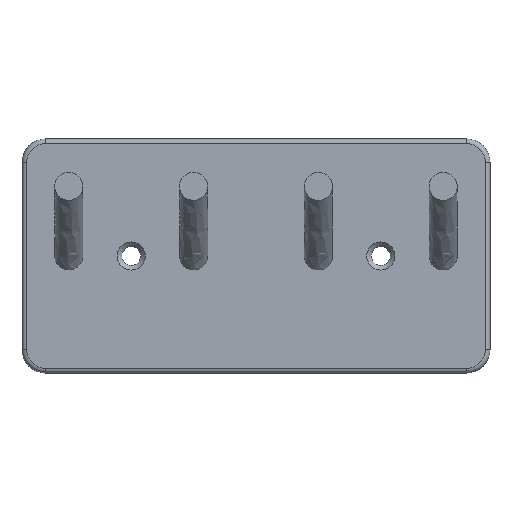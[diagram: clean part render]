
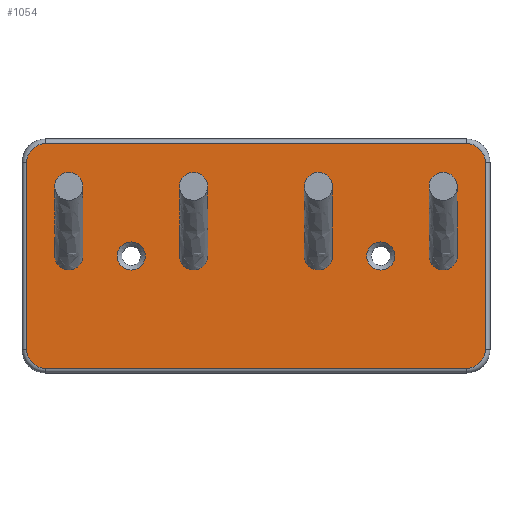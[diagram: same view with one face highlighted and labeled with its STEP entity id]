
A CAD part, top view. The second image highlights one B-rep face of the part: STEP entity #1054.
In plain terms, the highlighted planar face has unit normal (0, 0, 1).
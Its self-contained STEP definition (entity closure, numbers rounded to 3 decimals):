
#44=CARTESIAN_POINT('',(12.91,-168.728,2.));
#45=VERTEX_POINT('',#44);
#51=CARTESIAN_POINT('',(12.5,-166.342,2.));
#52=VERTEX_POINT('',#51);
#53=CARTESIAN_POINT('',(10.,-168.,2.));
#54=DIRECTION('',(0.,0.,1.));
#55=DIRECTION('',(0.97,-0.243,0.));
#56=AXIS2_PLACEMENT_3D('',#53,#54,#55);
#57=CIRCLE('',#56,3.);
#58=EDGE_CURVE('',#45,#52,#57,.T.);
#110=CARTESIAN_POINT('',(7.5,-166.342,2.));
#111=VERTEX_POINT('',#110);
#118=CARTESIAN_POINT('',(10.,-168.,2.));
#119=DIRECTION('',(0.,0.,1.));
#120=DIRECTION('',(0.97,-0.243,0.));
#121=AXIS2_PLACEMENT_3D('',#118,#119,#120);
#122=CIRCLE('',#121,3.);
#123=EDGE_CURVE('',#111,#45,#122,.T.);
#151=CARTESIAN_POINT('',(12.5,-162.5,2.));
#152=VERTEX_POINT('',#151);
#153=CARTESIAN_POINT('',(12.5,-162.5,2.));
#154=DIRECTION('',(-0.,-1.,0.));
#155=VECTOR('',#154,3.842);
#156=LINE('',#153,#155);
#157=EDGE_CURVE('',#152,#52,#156,.T.);
#174=CARTESIAN_POINT('',(7.5,-162.5,2.));
#175=VERTEX_POINT('',#174);
#182=CARTESIAN_POINT('',(7.5,-166.342,2.));
#183=DIRECTION('',(0.,1.,0.));
#184=VECTOR('',#183,3.842);
#185=LINE('',#182,#184);
#186=EDGE_CURVE('',#111,#175,#185,.T.);
#198=CARTESIAN_POINT('',(7.5,-162.5,2.));
#199=DIRECTION('',(1.,0.,0.));
#200=VECTOR('',#199,5.);
#201=LINE('',#198,#200);
#202=EDGE_CURVE('',#175,#152,#201,.T.);
#225=CARTESIAN_POINT('',(39.577,-168.728,2.));
#226=VERTEX_POINT('',#225);
#232=CARTESIAN_POINT('',(39.167,-166.342,2.));
#233=VERTEX_POINT('',#232);
#234=CARTESIAN_POINT('',(36.667,-168.,2.));
#235=DIRECTION('',(0.,0.,1.));
#236=DIRECTION('',(0.97,-0.243,0.));
#237=AXIS2_PLACEMENT_3D('',#234,#235,#236);
#238=CIRCLE('',#237,3.);
#239=EDGE_CURVE('',#226,#233,#238,.T.);
#291=CARTESIAN_POINT('',(34.167,-166.342,2.));
#292=VERTEX_POINT('',#291);
#299=CARTESIAN_POINT('',(36.667,-168.,2.));
#300=DIRECTION('',(0.,0.,1.));
#301=DIRECTION('',(0.97,-0.243,0.));
#302=AXIS2_PLACEMENT_3D('',#299,#300,#301);
#303=CIRCLE('',#302,3.);
#304=EDGE_CURVE('',#292,#226,#303,.T.);
#332=CARTESIAN_POINT('',(39.167,-162.5,2.));
#333=VERTEX_POINT('',#332);
#334=CARTESIAN_POINT('',(39.167,-162.5,2.));
#335=DIRECTION('',(-0.,-1.,0.));
#336=VECTOR('',#335,3.842);
#337=LINE('',#334,#336);
#338=EDGE_CURVE('',#333,#233,#337,.T.);
#355=CARTESIAN_POINT('',(34.167,-162.5,2.));
#356=VERTEX_POINT('',#355);
#363=CARTESIAN_POINT('',(34.167,-166.342,2.));
#364=DIRECTION('',(0.,1.,0.));
#365=VECTOR('',#364,3.842);
#366=LINE('',#363,#365);
#367=EDGE_CURVE('',#292,#356,#366,.T.);
#379=CARTESIAN_POINT('',(34.167,-162.5,2.));
#380=DIRECTION('',(1.,0.,0.));
#381=VECTOR('',#380,5.);
#382=LINE('',#379,#381);
#383=EDGE_CURVE('',#356,#333,#382,.T.);
#406=CARTESIAN_POINT('',(66.244,-168.728,2.));
#407=VERTEX_POINT('',#406);
#413=CARTESIAN_POINT('',(65.833,-166.342,2.));
#414=VERTEX_POINT('',#413);
#415=CARTESIAN_POINT('',(63.333,-168.,2.));
#416=DIRECTION('',(0.,0.,1.));
#417=DIRECTION('',(0.97,-0.243,0.));
#418=AXIS2_PLACEMENT_3D('',#415,#416,#417);
#419=CIRCLE('',#418,3.);
#420=EDGE_CURVE('',#407,#414,#419,.T.);
#472=CARTESIAN_POINT('',(60.833,-166.342,2.));
#473=VERTEX_POINT('',#472);
#480=CARTESIAN_POINT('',(63.333,-168.,2.));
#481=DIRECTION('',(0.,0.,1.));
#482=DIRECTION('',(0.97,-0.243,0.));
#483=AXIS2_PLACEMENT_3D('',#480,#481,#482);
#484=CIRCLE('',#483,3.);
#485=EDGE_CURVE('',#473,#407,#484,.T.);
#513=CARTESIAN_POINT('',(65.833,-162.5,2.));
#514=VERTEX_POINT('',#513);
#515=CARTESIAN_POINT('',(65.833,-162.5,2.));
#516=DIRECTION('',(-0.,-1.,0.));
#517=VECTOR('',#516,3.842);
#518=LINE('',#515,#517);
#519=EDGE_CURVE('',#514,#414,#518,.T.);
#536=CARTESIAN_POINT('',(60.833,-162.5,2.));
#537=VERTEX_POINT('',#536);
#544=CARTESIAN_POINT('',(60.833,-166.342,2.));
#545=DIRECTION('',(0.,1.,0.));
#546=VECTOR('',#545,3.842);
#547=LINE('',#544,#546);
#548=EDGE_CURVE('',#473,#537,#547,.T.);
#560=CARTESIAN_POINT('',(60.833,-162.5,2.));
#561=DIRECTION('',(1.,0.,0.));
#562=VECTOR('',#561,5.);
#563=LINE('',#560,#562);
#564=EDGE_CURVE('',#537,#514,#563,.T.);
#587=CARTESIAN_POINT('',(92.91,-168.728,2.));
#588=VERTEX_POINT('',#587);
#594=CARTESIAN_POINT('',(92.5,-166.342,2.));
#595=VERTEX_POINT('',#594);
#596=CARTESIAN_POINT('',(90.,-168.,2.));
#597=DIRECTION('',(0.,0.,1.));
#598=DIRECTION('',(0.97,-0.243,0.));
#599=AXIS2_PLACEMENT_3D('',#596,#597,#598);
#600=CIRCLE('',#599,3.);
#601=EDGE_CURVE('',#588,#595,#600,.T.);
#653=CARTESIAN_POINT('',(87.5,-166.342,2.));
#654=VERTEX_POINT('',#653);
#661=CARTESIAN_POINT('',(90.,-168.,2.));
#662=DIRECTION('',(0.,0.,1.));
#663=DIRECTION('',(0.97,-0.243,0.));
#664=AXIS2_PLACEMENT_3D('',#661,#662,#663);
#665=CIRCLE('',#664,3.);
#666=EDGE_CURVE('',#654,#588,#665,.T.);
#694=CARTESIAN_POINT('',(92.5,-162.5,2.));
#695=VERTEX_POINT('',#694);
#696=CARTESIAN_POINT('',(92.5,-162.5,2.));
#697=DIRECTION('',(-0.,-1.,0.));
#698=VECTOR('',#697,3.842);
#699=LINE('',#696,#698);
#700=EDGE_CURVE('',#695,#595,#699,.T.);
#717=CARTESIAN_POINT('',(87.5,-162.5,2.));
#718=VERTEX_POINT('',#717);
#725=CARTESIAN_POINT('',(87.5,-166.342,2.));
#726=DIRECTION('',(0.,1.,0.));
#727=VECTOR('',#726,3.842);
#728=LINE('',#725,#727);
#729=EDGE_CURVE('',#654,#718,#728,.T.);
#741=CARTESIAN_POINT('',(87.5,-162.5,2.));
#742=DIRECTION('',(1.,0.,0.));
#743=VECTOR('',#742,5.);
#744=LINE('',#741,#743);
#745=EDGE_CURVE('',#718,#695,#744,.T.);
#911=CARTESIAN_POINT('',(50.,-168.,2.));
#912=DIRECTION('',(0.,0.,-1.));
#913=DIRECTION('',(-1.,0.,0.));
#914=AXIS2_PLACEMENT_3D('',#911,#912,#913);
#915=PLANE('',#914);
#916=ORIENTED_EDGE('',*,*,#58,.F.);
#917=ORIENTED_EDGE('',*,*,#123,.F.);
#918=ORIENTED_EDGE('',*,*,#186,.T.);
#919=ORIENTED_EDGE('',*,*,#202,.T.);
#920=ORIENTED_EDGE('',*,*,#157,.T.);
#921=EDGE_LOOP('',(#916,#917,#918,#919,#920));
#922=FACE_BOUND('',#921,.T.);
#923=ORIENTED_EDGE('',*,*,#239,.F.);
#924=ORIENTED_EDGE('',*,*,#304,.F.);
#925=ORIENTED_EDGE('',*,*,#367,.T.);
#926=ORIENTED_EDGE('',*,*,#383,.T.);
#927=ORIENTED_EDGE('',*,*,#338,.T.);
#928=EDGE_LOOP('',(#923,#924,#925,#926,#927));
#929=FACE_BOUND('',#928,.T.);
#930=ORIENTED_EDGE('',*,*,#420,.F.);
#931=ORIENTED_EDGE('',*,*,#485,.F.);
#932=ORIENTED_EDGE('',*,*,#548,.T.);
#933=ORIENTED_EDGE('',*,*,#564,.T.);
#934=ORIENTED_EDGE('',*,*,#519,.T.);
#935=EDGE_LOOP('',(#930,#931,#932,#933,#934));
#936=FACE_BOUND('',#935,.T.);
#937=ORIENTED_EDGE('',*,*,#601,.F.);
#938=ORIENTED_EDGE('',*,*,#666,.F.);
#939=ORIENTED_EDGE('',*,*,#729,.T.);
#940=ORIENTED_EDGE('',*,*,#745,.T.);
#941=ORIENTED_EDGE('',*,*,#700,.T.);
#942=EDGE_LOOP('',(#937,#938,#939,#940,#941));
#943=FACE_BOUND('',#942,.T.);
#944=CARTESIAN_POINT('',(73.669,-168.003,2.));
#945=VERTEX_POINT('',#944);
#946=CARTESIAN_POINT('',(79.669,-168.003,2.));
#947=VERTEX_POINT('',#946);
#948=CARTESIAN_POINT('',(76.669,-168.003,2.));
#949=DIRECTION('',(0.,0.,-1.));
#950=DIRECTION('',(-1.,0.,0.));
#951=AXIS2_PLACEMENT_3D('',#948,#949,#950);
#952=CIRCLE('',#951,3.);
#953=EDGE_CURVE('',#945,#947,#952,.T.);
#954=ORIENTED_EDGE('',*,*,#953,.T.);
#955=CARTESIAN_POINT('',(76.669,-168.003,2.));
#956=DIRECTION('',(0.,0.,-1.));
#957=DIRECTION('',(-1.,0.,0.));
#958=AXIS2_PLACEMENT_3D('',#955,#956,#957);
#959=CIRCLE('',#958,3.);
#960=EDGE_CURVE('',#947,#945,#959,.T.);
#961=ORIENTED_EDGE('',*,*,#960,.T.);
#962=EDGE_LOOP('',(#954,#961));
#963=FACE_BOUND('',#962,.T.);
#964=CARTESIAN_POINT('',(20.331,-168.003,2.));
#965=VERTEX_POINT('',#964);
#966=CARTESIAN_POINT('',(26.331,-168.003,2.));
#967=VERTEX_POINT('',#966);
#968=CARTESIAN_POINT('',(23.331,-168.003,2.));
#969=DIRECTION('',(0.,0.,-1.));
#970=DIRECTION('',(-1.,0.,0.));
#971=AXIS2_PLACEMENT_3D('',#968,#969,#970);
#972=CIRCLE('',#971,3.);
#973=EDGE_CURVE('',#965,#967,#972,.T.);
#974=ORIENTED_EDGE('',*,*,#973,.T.);
#975=CARTESIAN_POINT('',(23.331,-168.003,2.));
#976=DIRECTION('',(0.,0.,-1.));
#977=DIRECTION('',(-1.,0.,0.));
#978=AXIS2_PLACEMENT_3D('',#975,#976,#977);
#979=CIRCLE('',#978,3.);
#980=EDGE_CURVE('',#967,#965,#979,.T.);
#981=ORIENTED_EDGE('',*,*,#980,.T.);
#982=EDGE_LOOP('',(#974,#981));
#983=FACE_BOUND('',#982,.T.);
#984=CARTESIAN_POINT('',(99.,-188.,2.));
#985=VERTEX_POINT('',#984);
#986=CARTESIAN_POINT('',(99.,-148.,2.));
#987=VERTEX_POINT('',#986);
#988=CARTESIAN_POINT('',(99.,-188.,2.));
#989=DIRECTION('',(-0.,1.,-0.));
#990=VECTOR('',#989,40.);
#991=LINE('',#988,#990);
#992=EDGE_CURVE('',#985,#987,#991,.T.);
#993=ORIENTED_EDGE('',*,*,#992,.T.);
#994=CARTESIAN_POINT('',(95.,-144.,2.));
#995=VERTEX_POINT('',#994);
#996=CARTESIAN_POINT('',(95.,-148.,2.));
#997=DIRECTION('',(-0.,-0.,1.));
#998=DIRECTION('',(-1.,0.,0.));
#999=AXIS2_PLACEMENT_3D('',#996,#997,#998);
#1000=CIRCLE('',#999,4.);
#1001=EDGE_CURVE('',#987,#995,#1000,.T.);
#1002=ORIENTED_EDGE('',*,*,#1001,.T.);
#1003=CARTESIAN_POINT('',(5.,-144.,2.));
#1004=VERTEX_POINT('',#1003);
#1005=CARTESIAN_POINT('',(95.,-144.,2.));
#1006=DIRECTION('',(-1.,-0.,0.));
#1007=VECTOR('',#1006,90.);
#1008=LINE('',#1005,#1007);
#1009=EDGE_CURVE('',#995,#1004,#1008,.T.);
#1010=ORIENTED_EDGE('',*,*,#1009,.T.);
#1011=CARTESIAN_POINT('',(1.,-148.,2.));
#1012=VERTEX_POINT('',#1011);
#1013=CARTESIAN_POINT('',(5.,-148.,2.));
#1014=DIRECTION('',(-0.,-0.,1.));
#1015=DIRECTION('',(-1.,0.,0.));
#1016=AXIS2_PLACEMENT_3D('',#1013,#1014,#1015);
#1017=CIRCLE('',#1016,4.);
#1018=EDGE_CURVE('',#1004,#1012,#1017,.T.);
#1019=ORIENTED_EDGE('',*,*,#1018,.T.);
#1020=CARTESIAN_POINT('',(1.,-188.,2.));
#1021=VERTEX_POINT('',#1020);
#1022=CARTESIAN_POINT('',(1.,-148.,2.));
#1023=DIRECTION('',(-0.,-1.,-0.));
#1024=VECTOR('',#1023,40.);
#1025=LINE('',#1022,#1024);
#1026=EDGE_CURVE('',#1012,#1021,#1025,.T.);
#1027=ORIENTED_EDGE('',*,*,#1026,.T.);
#1028=CARTESIAN_POINT('',(5.,-192.,2.));
#1029=VERTEX_POINT('',#1028);
#1030=CARTESIAN_POINT('',(5.,-188.,2.));
#1031=DIRECTION('',(-0.,-0.,1.));
#1032=DIRECTION('',(-1.,0.,0.));
#1033=AXIS2_PLACEMENT_3D('',#1030,#1031,#1032);
#1034=CIRCLE('',#1033,4.);
#1035=EDGE_CURVE('',#1021,#1029,#1034,.T.);
#1036=ORIENTED_EDGE('',*,*,#1035,.T.);
#1037=CARTESIAN_POINT('',(95.,-192.,2.));
#1038=VERTEX_POINT('',#1037);
#1039=CARTESIAN_POINT('',(5.,-192.,2.));
#1040=DIRECTION('',(1.,-0.,-0.));
#1041=VECTOR('',#1040,90.);
#1042=LINE('',#1039,#1041);
#1043=EDGE_CURVE('',#1029,#1038,#1042,.T.);
#1044=ORIENTED_EDGE('',*,*,#1043,.T.);
#1045=CARTESIAN_POINT('',(95.,-188.,2.));
#1046=DIRECTION('',(-0.,-0.,1.));
#1047=DIRECTION('',(-1.,0.,0.));
#1048=AXIS2_PLACEMENT_3D('',#1045,#1046,#1047);
#1049=CIRCLE('',#1048,4.);
#1050=EDGE_CURVE('',#1038,#985,#1049,.T.);
#1051=ORIENTED_EDGE('',*,*,#1050,.T.);
#1052=EDGE_LOOP('',(#993,#1002,#1010,#1019,#1027,#1036,#1044,#1051));
#1053=FACE_BOUND('',#1052,.T.);
#1054=ADVANCED_FACE('',(#922,#929,#936,#943,#963,#983,#1053),#915,.F.);
